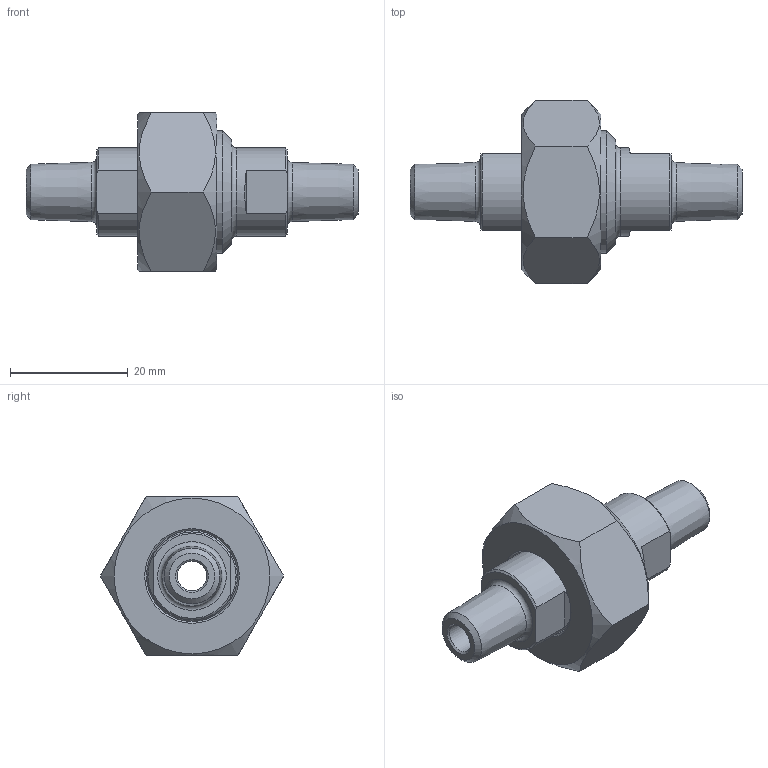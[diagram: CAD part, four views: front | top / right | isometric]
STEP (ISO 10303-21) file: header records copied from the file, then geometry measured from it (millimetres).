
FILE_DESCRIPTION(/* description */ (''),/* implementation_level */ '2;1');
FILE_NAME(/* name */ '3D_R666-2U-DN6-DN15-DN6_171130220.stp',/* time_stamp */ '2021-07-06T13:28:50+02:00',/* author */ ('cad'),/* organization */ (''),/* preprocessor_version */ 'ST-DEVELOPER v18.1',/* originating_system */ 'Autodesk Inventor 2022',/* authorisation */ '');
FILE_SCHEMA (('CONFIG_CONTROL_DESIGN','AUTOMOTIVE_DESIGN { 1 0 10303 214 3 1 1 }'));
Length unit declared in the file: millimetre
Products named in the file (4): 3D_R666-2U-DN6-DN15-DN6_171130220; 3D_R666-M-DN15_17113910; 3D_R666-UG-DN6-DN15_17113600; 3D_R666-UE-DN6-DN15_17113200
Assembly tree (3 placements, depth 2):
  3D_R666-2U-DN6-DN15-DN6_171130220
    3D_R666-M-DN15_17113910
    3D_R666-UG-DN6-DN15_17113600
    3D_R666-UE-DN6-DN15_17113200
Bounding box: 56.5 x 31.18 x 27 mm (x, y, z)
Volume: 12657.6 mm3; surface area: 6835.4 mm2
Topology: 3 solids, 3 shells, 59 faces, 140 edges, 92 vertices
Faces by surface type: plane 25, cone 21, cylinder 8, torus 5
Full cylindrical faces by diameter (mm): 5 x2, 15 x2, 15.5 x1, 18 x1, 18.631 x1, 20.9 x1
Entity records: 1870 total; most frequent: CARTESIAN_POINT 338, DIRECTION 325, ORIENTED_EDGE 280, EDGE_CURVE 140, AXIS2_PLACEMENT_3D 139, VERTEX_POINT 92, EDGE_LOOP 70, CIRCLE 69
